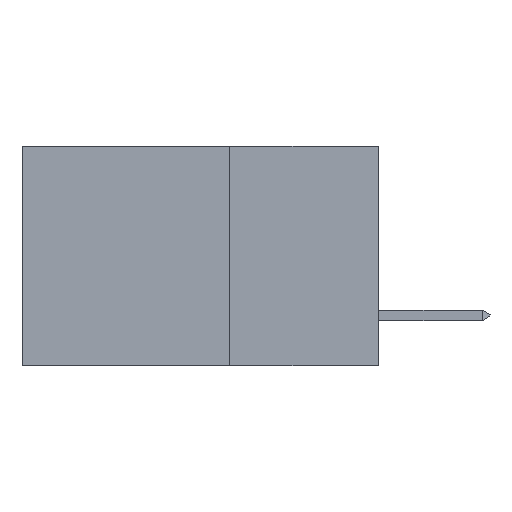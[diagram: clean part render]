
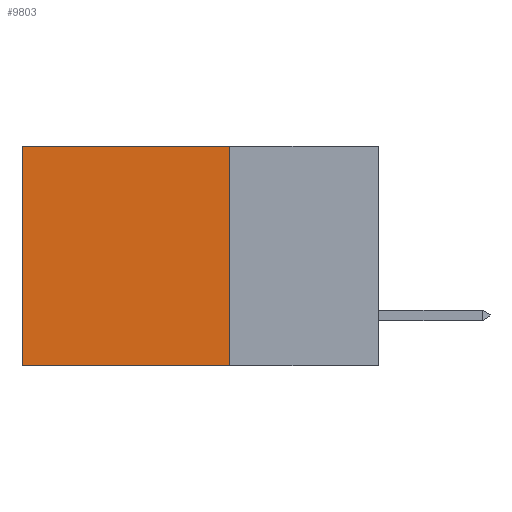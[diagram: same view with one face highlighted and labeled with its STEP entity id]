
A CAD part, left-side view. The second image highlights one B-rep face of the part: STEP entity #9803.
In plain terms, the highlighted planar face has unit normal (-1, 0, 0).
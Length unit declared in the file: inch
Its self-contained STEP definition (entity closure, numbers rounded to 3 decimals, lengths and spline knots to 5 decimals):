
#61 = EDGE_CURVE ( 'NONE', #3598, #4198, #1261, .T. ) ;
#773 = CARTESIAN_POINT ( 'NONE',  ( 0.2615, 0.6, -0.37 ) ) ;
#963 = VECTOR ( 'NONE', #9503, 39.37008 ) ;
#1057 = EDGE_CURVE ( 'NONE', #7919, #6226, #8770, .T. ) ;
#1235 = ORIENTED_EDGE ( 'NONE', *, *, #7071, .T. ) ;
#1261 = LINE ( 'NONE', #4472, #2062 ) ;
#1452 = LINE ( 'NONE', #8474, #963 ) ;
#1862 = CARTESIAN_POINT ( 'NONE',  ( 0.2615, 0.6, 0. ) ) ;
#1948 = DIRECTION ( 'NONE',  ( 0., 0., -1. ) ) ;
#2062 = VECTOR ( 'NONE', #6895, 39.37008 ) ;
#2430 = CARTESIAN_POINT ( 'NONE',  ( 0.2615, 0.25, 0. ) ) ;
#2793 = FACE_OUTER_BOUND ( 'NONE', #7842, .T. ) ;
#3174 = DIRECTION ( 'NONE',  ( 0., 1., 0. ) ) ;
#3183 = EDGE_CURVE ( 'NONE', #4198, #6226, #1452, .T. ) ;
#3598 = VERTEX_POINT ( 'NONE', #6814 ) ;
#4198 = VERTEX_POINT ( 'NONE', #4897 ) ;
#4472 = CARTESIAN_POINT ( 'NONE',  ( 0.2615, 0.25, -0.37 ) ) ;
#4559 = CARTESIAN_POINT ( 'NONE',  ( 0.2615, 0.6, -0.37 ) ) ;
#4897 = CARTESIAN_POINT ( 'NONE',  ( 0.2615, 0.25, -0.37 ) ) ;
#5752 = DIRECTION ( 'NONE',  ( 0., 0., -1. ) ) ;
#6226 = VERTEX_POINT ( 'NONE', #4559 ) ;
#6316 = LINE ( 'NONE', #2430, #8001 ) ;
#6543 = ORIENTED_EDGE ( 'NONE', *, *, #3183, .F. ) ;
#6552 = PLANE ( 'NONE',  #9193 ) ;
#6814 = CARTESIAN_POINT ( 'NONE',  ( 0.2615, 0.25, 0. ) ) ;
#6895 = DIRECTION ( 'NONE',  ( 0., 0., -1. ) ) ;
#7071 = EDGE_CURVE ( 'NONE', #3598, #7919, #6316, .T. ) ;
#7842 = EDGE_LOOP ( 'NONE', ( #9036, #6543, #9241, #1235 ) ) ;
#7919 = VERTEX_POINT ( 'NONE', #1862 ) ;
#8001 = VECTOR ( 'NONE', #3174, 39.37008 ) ;
#8109 = CARTESIAN_POINT ( 'NONE',  ( 0.2615, 0.25, -0.37 ) ) ;
#8474 = CARTESIAN_POINT ( 'NONE',  ( 0.2615, 0.25, -0.37 ) ) ;
#8770 = LINE ( 'NONE', #773, #9614 ) ;
#8931 = DIRECTION ( 'NONE',  ( 1., 0., 0. ) ) ;
#9036 = ORIENTED_EDGE ( 'NONE', *, *, #1057, .T. ) ;
#9193 = AXIS2_PLACEMENT_3D ( 'NONE', #8109, #8931, #1948 ) ;
#9241 = ORIENTED_EDGE ( 'NONE', *, *, #61, .F. ) ;
#9503 = DIRECTION ( 'NONE',  ( 0., 1., 0. ) ) ;
#9614 = VECTOR ( 'NONE', #5752, 39.37008 ) ;
#9803 = ADVANCED_FACE ( 'NONE', ( #2793 ), #6552, .F. ) ;
